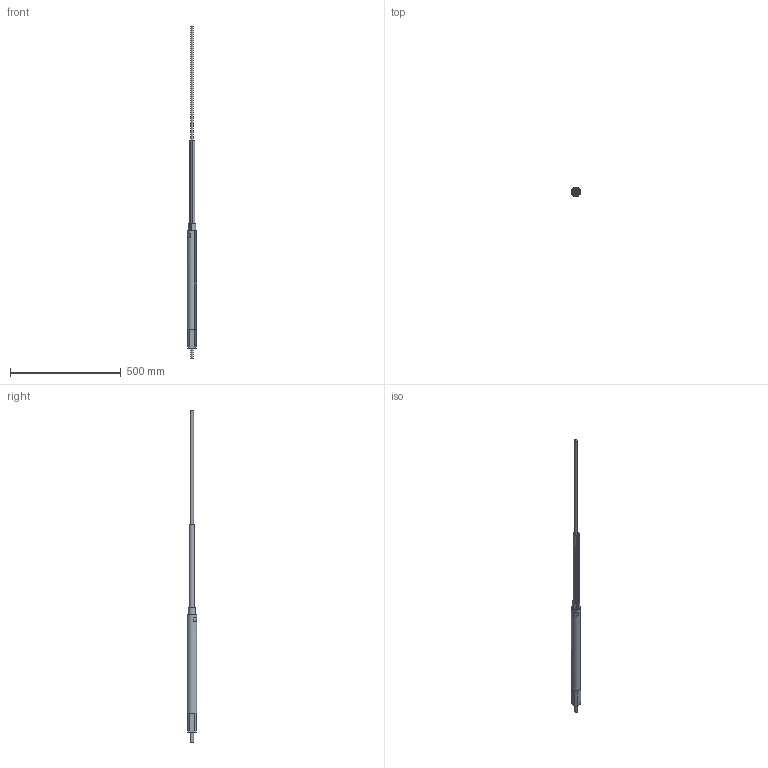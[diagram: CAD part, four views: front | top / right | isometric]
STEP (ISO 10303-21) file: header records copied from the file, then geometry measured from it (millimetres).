
FILE_DESCRIPTION(/* description */ (''),/* implementation_level */ '2;1');
FILE_NAME(/* name */ 'full_assy.stp',/* time_stamp */ '2018-12-11T11:56:29-08:00',/* author */ ('ddeboer'),/* organization */ (''),/* preprocessor_version */ 'ST-DEVELOPER v16.5',/* originating_system */ 'Autodesk Inventor 2017',/* authorisation */ '');
FILE_SCHEMA (('AUTOMOTIVE_DESIGN { 1 0 10303 214 3 1 1 }'));
Length unit declared in the file: millimetre
Products named in the file (11): full_assy; sch40conduit; conduit_endcap; outer_sheath; inner_assy; inner_sheath; coupler; coupler_1; inner_sheath_1; insert; cables
Assembly tree (10 placements, depth 3):
  full_assy
    sch40conduit
      conduit_endcap
      outer_sheath
    inner_assy
      inner_sheath
      coupler
      coupler_1
      inner_sheath_1
    insert
    cables
Bounding box: 42.16 x 42.16 x 1500 mm (x, y, z)
Volume: 579174.3 mm3; surface area: 347812.4 mm2
Topology: 11 solids, 11 shells, 100 faces, 225 edges, 149 vertices
Faces by surface type: plane 64, cylinder 33, cone 3
Full cylindrical faces by diameter (mm): 1.8 x1, 2 x2, 4 x2, 10 x1
Entity records: 3245 total; most frequent: CARTESIAN_POINT 552, DIRECTION 527, ORIENTED_EDGE 434, EDGE_CURVE 217, AXIS2_PLACEMENT_3D 191, VERTEX_POINT 148, LINE 145, VECTOR 145
